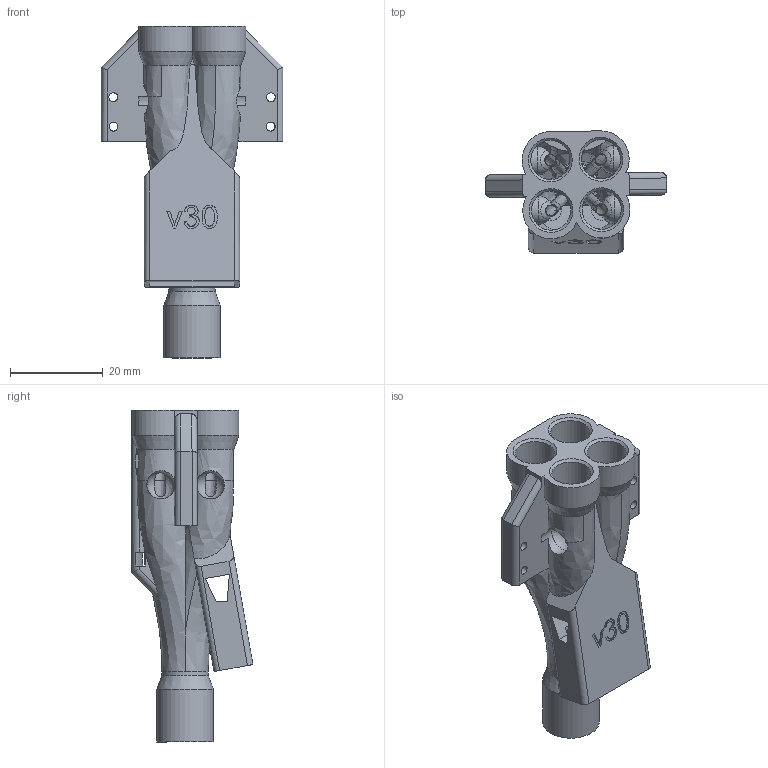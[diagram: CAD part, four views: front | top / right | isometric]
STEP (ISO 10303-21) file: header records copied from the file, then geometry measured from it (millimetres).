
FILE_DESCRIPTION(/* description */ (''),/* implementation_level */ '2;1');
FILE_NAME(/* name */ 'PTFE Splitter v30.step',/* time_stamp */ '2024-09-28T04:37:04+02:00',/* author */ (''),/* organization */ (''),/* preprocessor_version */ 'ST-DEVELOPER v20',/* originating_system */ 'Autodesk Translation Framework v13.20.0.188',/* authorisation */ '');
FILE_SCHEMA (('AUTOMOTIVE_DESIGN { 1 0 10303 214 3 1 1 }'));
Length unit declared in the file: millimetre
Products named in the file (2): PTFE Tube Splitter Front; Y-Splitter 4-way
Assembly tree (1 placements, depth 2):
  PTFE Tube Splitter Front
    Y-Splitter 4-way
Bounding box: 39.11 x 26.24 x 71.5 mm (x, y, z)
Volume: 17907.8 mm3; surface area: 10450.3 mm2
Topology: 1 solids, 1 shells, 211 faces, 642 edges, 419 vertices
Faces by surface type: bspline 77, plane 61, cylinder 45, cone 24, sphere 4
Full cylindrical faces by diameter (mm): 1.9 x4, 2.4 x5, 4.4 x5, 6.1 x4, 8.45 x5, 10 x1, 12.2 x1
Entity records: 10231 total; most frequent: CARTESIAN_POINT 5066, ORIENTED_EDGE 1280, DIRECTION 760, EDGE_CURVE 640, VERTEX_POINT 421, B_SPLINE_CURVE_WITH_KNOTS 258, AXIS2_PLACEMENT_3D 255, LINE 250
